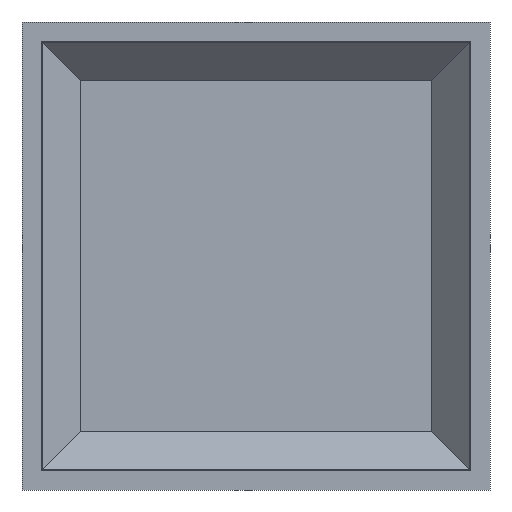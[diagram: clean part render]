
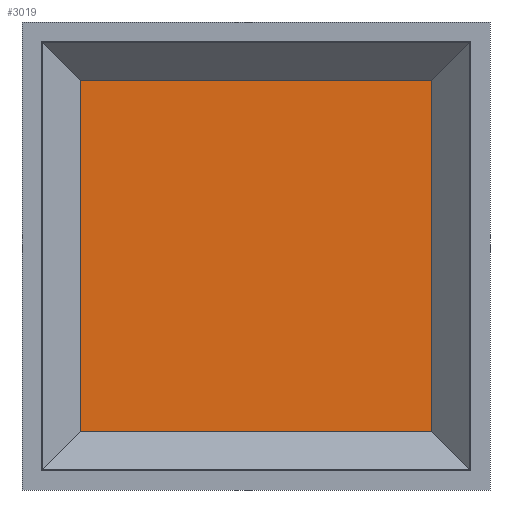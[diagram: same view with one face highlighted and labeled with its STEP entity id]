
A CAD part, front view. The second image highlights one B-rep face of the part: STEP entity #3019.
In plain terms, the highlighted planar face has unit normal (0, -1, 0).
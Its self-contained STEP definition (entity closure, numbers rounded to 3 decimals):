
#2801=DIRECTION('',(1.,0.,0.));
#2802=VECTOR('',#2801,270.);
#2803=CARTESIAN_POINT('',(-135.,-2.5,135.));
#2804=LINE('',#2803,#2802);
#2805=DIRECTION('',(0.,0.,-1.));
#2806=VECTOR('',#2805,270.);
#2807=CARTESIAN_POINT('',(135.,-2.5,135.));
#2808=LINE('',#2807,#2806);
#2809=DIRECTION('',(-1.,0.,0.));
#2810=VECTOR('',#2809,270.);
#2811=CARTESIAN_POINT('',(135.,-2.5,-135.));
#2812=LINE('',#2811,#2810);
#2813=DIRECTION('',(0.,0.,1.));
#2814=VECTOR('',#2813,270.);
#2815=CARTESIAN_POINT('',(-135.,-2.5,-135.));
#2816=LINE('',#2815,#2814);
#2885=CARTESIAN_POINT('',(-135.,-2.5,135.));
#2886=CARTESIAN_POINT('',(135.,-2.5,135.));
#2887=VERTEX_POINT('',#2885);
#2888=VERTEX_POINT('',#2886);
#2889=CARTESIAN_POINT('',(135.,-2.5,-135.));
#2890=VERTEX_POINT('',#2889);
#2891=CARTESIAN_POINT('',(-135.,-2.5,-135.));
#2892=VERTEX_POINT('',#2891);
#3005=CARTESIAN_POINT('',(0.,-2.5,0.));
#3006=DIRECTION('',(0.,1.,0.));
#3007=DIRECTION('',(0.,0.,1.));
#3008=AXIS2_PLACEMENT_3D('',#3005,#3006,#3007);
#3009=PLANE('',#3008);
#3010=ORIENTED_EDGE('',*,*,#2995,.T.);
#3012=ORIENTED_EDGE('',*,*,#3011,.T.);
#3014=ORIENTED_EDGE('',*,*,#3013,.T.);
#3016=ORIENTED_EDGE('',*,*,#3015,.T.);
#3017=EDGE_LOOP('',(#3010,#3012,#3014,#3016));
#3018=FACE_OUTER_BOUND('',#3017,.F.);
#3019=ADVANCED_FACE('',(#3018),#3009,.F.);
#2995=EDGE_CURVE('',#2887,#2888,#2804,.T.);
#3011=EDGE_CURVE('',#2888,#2890,#2808,.T.);
#3013=EDGE_CURVE('',#2890,#2892,#2812,.T.);
#3015=EDGE_CURVE('',#2892,#2887,#2816,.T.);
